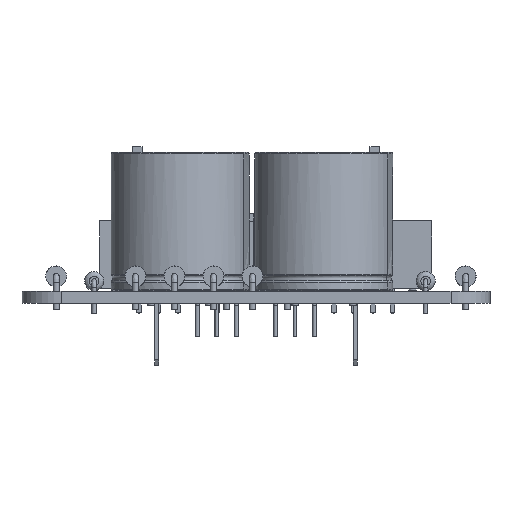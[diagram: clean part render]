
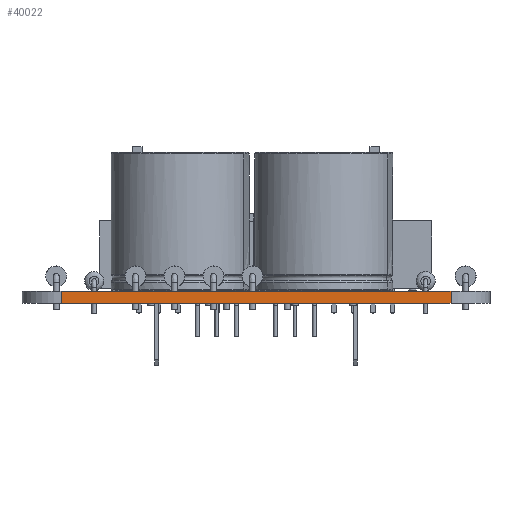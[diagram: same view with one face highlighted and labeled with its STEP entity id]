
A CAD part, left-side view. The second image highlights one B-rep face of the part: STEP entity #40022.
In plain terms, the highlighted planar face has unit normal (-1, 0, 0).
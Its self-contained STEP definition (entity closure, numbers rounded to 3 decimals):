
#29994 = CYLINDRICAL_SURFACE('',#29995,5.08);
#29995 = AXIS2_PLACEMENT_3D('',#29996,#29997,#29998);
#29996 = CARTESIAN_POINT('',(84.836,-76.454,0.));
#29997 = DIRECTION('',(-0.,-0.,-1.));
#29998 = DIRECTION('',(1.,0.,-0.));
#30022 = PLANE('',#30023);
#30023 = AXIS2_PLACEMENT_3D('',#30024,#30025,#30026);
#30024 = CARTESIAN_POINT('',(151.511,-101.854,1.6));
#30025 = DIRECTION('',(-0.,-0.,-1.));
#30026 = DIRECTION('',(-1.,0.,0.));
#30076 = PLANE('',#30077);
#30077 = AXIS2_PLACEMENT_3D('',#30078,#30079,#30080);
#30078 = CARTESIAN_POINT('',(151.511,-101.854,0.));
#30079 = DIRECTION('',(-0.,-0.,-1.));
#30080 = DIRECTION('',(-1.,0.,0.));
#30093 = VERTEX_POINT('',#30094);
#30094 = CARTESIAN_POINT('',(79.756,-76.454,1.6));
#30120 = EDGE_CURVE('',#30121,#30093,#30123,.T.);
#30121 = VERTEX_POINT('',#30122);
#30122 = CARTESIAN_POINT('',(79.756,-76.454,0.));
#30123 = SURFACE_CURVE('',#30124,(#30128,#30135),.PCURVE_S1.);
#30124 = LINE('',#30125,#30126);
#30125 = CARTESIAN_POINT('',(79.756,-76.454,0.));
#30126 = VECTOR('',#30127,1.);
#30127 = DIRECTION('',(0.,0.,1.));
#30128 = PCURVE('',#29994,#30129);
#30129 = DEFINITIONAL_REPRESENTATION('',(#30130),#30134);
#30130 = LINE('',#30131,#30132);
#30131 = CARTESIAN_POINT('',(-3.142,0.));
#30132 = VECTOR('',#30133,1.);
#30133 = DIRECTION('',(-0.,-1.));
#30134 = ( GEOMETRIC_REPRESENTATION_CONTEXT(2) 
PARAMETRIC_REPRESENTATION_CONTEXT() REPRESENTATION_CONTEXT('2D SPACE',''
  ) );
#30135 = PCURVE('',#30136,#30141);
#30136 = PLANE('',#30137);
#30137 = AXIS2_PLACEMENT_3D('',#30138,#30139,#30140);
#30138 = CARTESIAN_POINT('',(79.756,-127.254,0.));
#30139 = DIRECTION('',(-1.,0.,0.));
#30140 = DIRECTION('',(0.,1.,0.));
#30141 = DEFINITIONAL_REPRESENTATION('',(#30142),#30146);
#30142 = LINE('',#30143,#30144);
#30143 = CARTESIAN_POINT('',(50.8,0.));
#30144 = VECTOR('',#30145,1.);
#30145 = DIRECTION('',(0.,-1.));
#30146 = ( GEOMETRIC_REPRESENTATION_CONTEXT(2) 
PARAMETRIC_REPRESENTATION_CONTEXT() REPRESENTATION_CONTEXT('2D SPACE',''
  ) );
#30350 = VERTEX_POINT('',#30351);
#30351 = CARTESIAN_POINT('',(79.756,-127.254,0.));
#30370 = CYLINDRICAL_SURFACE('',#30371,5.08);
#30371 = AXIS2_PLACEMENT_3D('',#30372,#30373,#30374);
#30372 = CARTESIAN_POINT('',(84.836,-127.254,0.));
#30373 = DIRECTION('',(-0.,-0.,-1.));
#30374 = DIRECTION('',(1.,0.,-0.));
#30382 = EDGE_CURVE('',#30350,#30121,#30383,.T.);
#30383 = SURFACE_CURVE('',#30384,(#30388,#30395),.PCURVE_S1.);
#30384 = LINE('',#30385,#30386);
#30385 = CARTESIAN_POINT('',(79.756,-127.254,0.));
#30386 = VECTOR('',#30387,1.);
#30387 = DIRECTION('',(0.,1.,0.));
#30388 = PCURVE('',#30076,#30389);
#30389 = DEFINITIONAL_REPRESENTATION('',(#30390),#30394);
#30390 = LINE('',#30391,#30392);
#30391 = CARTESIAN_POINT('',(71.755,-25.4));
#30392 = VECTOR('',#30393,1.);
#30393 = DIRECTION('',(0.,1.));
#30394 = ( GEOMETRIC_REPRESENTATION_CONTEXT(2) 
PARAMETRIC_REPRESENTATION_CONTEXT() REPRESENTATION_CONTEXT('2D SPACE',''
  ) );
#30395 = PCURVE('',#30136,#30396);
#30396 = DEFINITIONAL_REPRESENTATION('',(#30397),#30401);
#30397 = LINE('',#30398,#30399);
#30398 = CARTESIAN_POINT('',(0.,0.));
#30399 = VECTOR('',#30400,1.);
#30400 = DIRECTION('',(1.,0.));
#30401 = ( GEOMETRIC_REPRESENTATION_CONTEXT(2) 
PARAMETRIC_REPRESENTATION_CONTEXT() REPRESENTATION_CONTEXT('2D SPACE',''
  ) );
#35594 = VERTEX_POINT('',#35595);
#35595 = CARTESIAN_POINT('',(79.756,-127.254,1.6));
#35621 = EDGE_CURVE('',#35594,#30093,#35622,.T.);
#35622 = SURFACE_CURVE('',#35623,(#35627,#35634),.PCURVE_S1.);
#35623 = LINE('',#35624,#35625);
#35624 = CARTESIAN_POINT('',(79.756,-127.254,1.6));
#35625 = VECTOR('',#35626,1.);
#35626 = DIRECTION('',(0.,1.,0.));
#35627 = PCURVE('',#30022,#35628);
#35628 = DEFINITIONAL_REPRESENTATION('',(#35629),#35633);
#35629 = LINE('',#35630,#35631);
#35630 = CARTESIAN_POINT('',(71.755,-25.4));
#35631 = VECTOR('',#35632,1.);
#35632 = DIRECTION('',(0.,1.));
#35633 = ( GEOMETRIC_REPRESENTATION_CONTEXT(2) 
PARAMETRIC_REPRESENTATION_CONTEXT() REPRESENTATION_CONTEXT('2D SPACE',''
  ) );
#35634 = PCURVE('',#30136,#35635);
#35635 = DEFINITIONAL_REPRESENTATION('',(#35636),#35640);
#35636 = LINE('',#35637,#35638);
#35637 = CARTESIAN_POINT('',(0.,-1.6));
#35638 = VECTOR('',#35639,1.);
#35639 = DIRECTION('',(1.,0.));
#35640 = ( GEOMETRIC_REPRESENTATION_CONTEXT(2) 
PARAMETRIC_REPRESENTATION_CONTEXT() REPRESENTATION_CONTEXT('2D SPACE',''
  ) );
#40022 = ADVANCED_FACE('',(#40023),#30136,.T.);
#40023 = FACE_BOUND('',#40024,.T.);
#40024 = EDGE_LOOP('',(#40025,#40046,#40047,#40048));
#40025 = ORIENTED_EDGE('',*,*,#40026,.T.);
#40026 = EDGE_CURVE('',#30350,#35594,#40027,.T.);
#40027 = SURFACE_CURVE('',#40028,(#40032,#40039),.PCURVE_S1.);
#40028 = LINE('',#40029,#40030);
#40029 = CARTESIAN_POINT('',(79.756,-127.254,0.));
#40030 = VECTOR('',#40031,1.);
#40031 = DIRECTION('',(0.,0.,1.));
#40032 = PCURVE('',#30136,#40033);
#40033 = DEFINITIONAL_REPRESENTATION('',(#40034),#40038);
#40034 = LINE('',#40035,#40036);
#40035 = CARTESIAN_POINT('',(0.,0.));
#40036 = VECTOR('',#40037,1.);
#40037 = DIRECTION('',(0.,-1.));
#40038 = ( GEOMETRIC_REPRESENTATION_CONTEXT(2) 
PARAMETRIC_REPRESENTATION_CONTEXT() REPRESENTATION_CONTEXT('2D SPACE',''
  ) );
#40039 = PCURVE('',#30370,#40040);
#40040 = DEFINITIONAL_REPRESENTATION('',(#40041),#40045);
#40041 = LINE('',#40042,#40043);
#40042 = CARTESIAN_POINT('',(-3.142,0.));
#40043 = VECTOR('',#40044,1.);
#40044 = DIRECTION('',(-0.,-1.));
#40045 = ( GEOMETRIC_REPRESENTATION_CONTEXT(2) 
PARAMETRIC_REPRESENTATION_CONTEXT() REPRESENTATION_CONTEXT('2D SPACE',''
  ) );
#40046 = ORIENTED_EDGE('',*,*,#35621,.T.);
#40047 = ORIENTED_EDGE('',*,*,#30120,.F.);
#40048 = ORIENTED_EDGE('',*,*,#30382,.F.);
